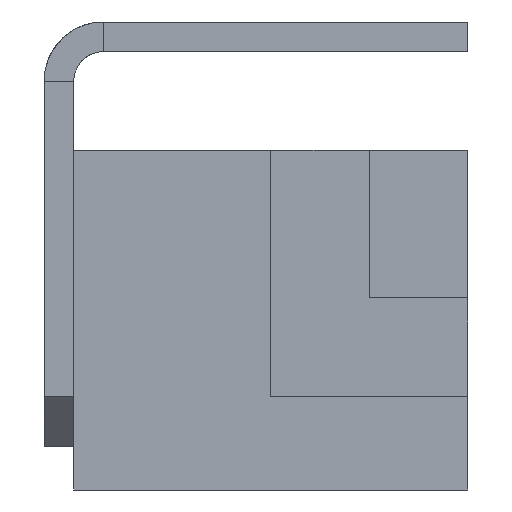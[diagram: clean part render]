
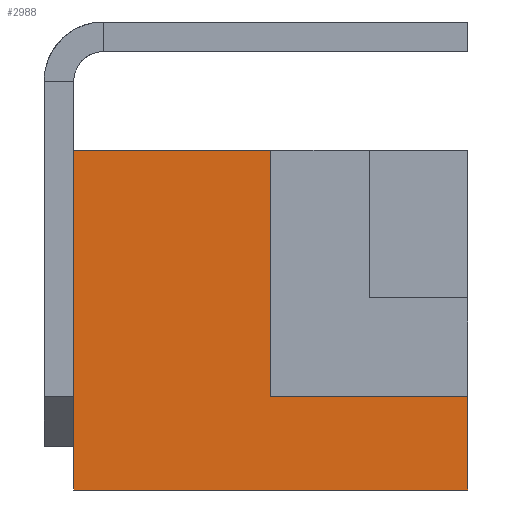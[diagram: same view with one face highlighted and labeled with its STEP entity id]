
A CAD part, front view. The second image highlights one B-rep face of the part: STEP entity #2988.
In plain terms, the highlighted planar face has unit normal (0, -1, 0).
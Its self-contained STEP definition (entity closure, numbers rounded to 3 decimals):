
#2988=ADVANCED_FACE('',(#8222),#8224,.F.);
#8222=FACE_BOUND('',#8223,.T.);
#8223=EDGE_LOOP('',(#10127,#10128,#10129,#10130,#10131,#10132));
#8224=PLANE('',#8225);
#8225=AXIS2_PLACEMENT_3D('',#8226,#8227,#8228);
#8226=CARTESIAN_POINT('',(-2.,-5.,3.45));
#8227=DIRECTION('',(0.,1.,0.));
#8228=DIRECTION('',(0.,-0.,1.));
#10127=ORIENTED_EDGE('',*,*,#11137,.F.);
#10128=ORIENTED_EDGE('',*,*,#11138,.T.);
#10129=ORIENTED_EDGE('',*,*,#11139,.T.);
#10130=ORIENTED_EDGE('',*,*,#11140,.T.);
#10131=ORIENTED_EDGE('',*,*,#11141,.F.);
#10132=ORIENTED_EDGE('',*,*,#11142,.F.);
#11137=EDGE_CURVE('',#12637,#12638,#12639,.T.);
#11138=EDGE_CURVE('',#12637,#12640,#12641,.T.);
#11139=EDGE_CURVE('',#12640,#12642,#12643,.T.);
#11140=EDGE_CURVE('',#12642,#12644,#12645,.T.);
#11141=EDGE_CURVE('',#12646,#12644,#12647,.T.);
#11142=EDGE_CURVE('',#12638,#12646,#12648,.T.);
#12637=VERTEX_POINT('',#22807);
#12638=VERTEX_POINT('',#22808);
#12639=LINE('',#22809,#22810);
#12640=VERTEX_POINT('',#22812);
#12641=LINE('',#22813,#22814);
#12642=VERTEX_POINT('',#22816);
#12643=LINE('',#22817,#22818);
#12644=VERTEX_POINT('',#22820);
#12645=LINE('',#22821,#22822);
#12646=VERTEX_POINT('',#22824);
#12647=LINE('',#22825,#22826);
#12648=LINE('',#22828,#22829);
#22807=CARTESIAN_POINT('',(0.,-5.,3.45));
#22808=CARTESIAN_POINT('',(0.,-5.,0.95));
#22809=CARTESIAN_POINT('',(0.,-5.,3.45));
#22810=VECTOR('',#22811,1.);
#22811=DIRECTION('',(0.,0.,-1.));
#22812=CARTESIAN_POINT('',(-2.,-5.,3.45));
#22813=CARTESIAN_POINT('',(0.,-5.,3.45));
#22814=VECTOR('',#22815,1.);
#22815=DIRECTION('',(-1.,0.,0.));
#22816=CARTESIAN_POINT('',(-2.,-5.,0.));
#22817=CARTESIAN_POINT('',(-2.,-5.,3.45));
#22818=VECTOR('',#22819,1.);
#22819=DIRECTION('',(0.,0.,-1.));
#22820=CARTESIAN_POINT('',(2.,-5.,0.));
#22821=CARTESIAN_POINT('',(-2.,-5.,0.));
#22822=VECTOR('',#22823,1.);
#22823=DIRECTION('',(1.,0.,0.));
#22824=CARTESIAN_POINT('',(2.,-5.,0.95));
#22825=CARTESIAN_POINT('',(2.,-5.,0.95));
#22826=VECTOR('',#22827,1.);
#22827=DIRECTION('',(0.,0.,-1.));
#22828=CARTESIAN_POINT('',(0.,-5.,0.95));
#22829=VECTOR('',#22830,1.);
#22830=DIRECTION('',(1.,0.,0.));
